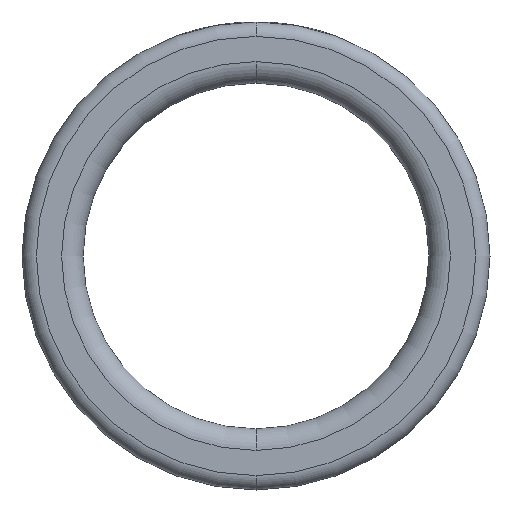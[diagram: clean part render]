
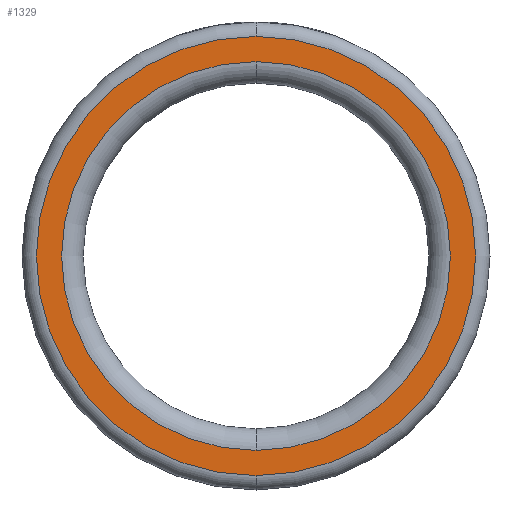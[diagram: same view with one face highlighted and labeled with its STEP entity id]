
A CAD part, front view. The second image highlights one B-rep face of the part: STEP entity #1329.
In plain terms, the highlighted planar face has unit normal (0, -1, 0).
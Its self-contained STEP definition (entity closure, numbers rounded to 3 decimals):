
#184 = DIRECTION ( 'NONE',  ( 0., -1., 0. ) ) ;
#305 = CARTESIAN_POINT ( 'NONE',  ( 0., -47.5, 30.5 ) ) ;
#348 = ORIENTED_EDGE ( 'NONE', *, *, #2348, .F. ) ;
#428 = VERTEX_POINT ( 'NONE', #1516 ) ;
#487 = DIRECTION ( 'NONE',  ( 0., 0., -1. ) ) ;
#560 = DIRECTION ( 'NONE',  ( 0., -1., 0. ) ) ;
#646 = VERTEX_POINT ( 'NONE', #305 ) ;
#707 = VERTEX_POINT ( 'NONE', #1187 ) ;
#727 = CARTESIAN_POINT ( 'NONE',  ( 0., -47.5, 0. ) ) ;
#757 = AXIS2_PLACEMENT_3D ( 'NONE', #727, #1915, #1352 ) ;
#818 = CIRCLE ( 'NONE', #757, 30.5 ) ;
#858 = ORIENTED_EDGE ( 'NONE', *, *, #1674, .T. ) ;
#887 = AXIS2_PLACEMENT_3D ( 'NONE', #1525, #2301, #1730 ) ;
#960 = PLANE ( 'NONE',  #2075 ) ;
#1013 = AXIS2_PLACEMENT_3D ( 'NONE', #1139, #184, #2145 ) ;
#1139 = CARTESIAN_POINT ( 'NONE',  ( 0., -47.5, 0. ) ) ;
#1187 = CARTESIAN_POINT ( 'NONE',  ( 0., -47.5, -30.5 ) ) ;
#1232 = EDGE_LOOP ( 'NONE', ( #858, #2119 ) ) ;
#1263 = VERTEX_POINT ( 'NONE', #1360 ) ;
#1316 = CARTESIAN_POINT ( 'NONE',  ( 0., -47.5, 0. ) ) ;
#1322 = EDGE_CURVE ( 'NONE', #646, #707, #1508, .T. ) ;
#1329 = ADVANCED_FACE ( 'NONE', ( #1354, #2480 ), #960, .T. ) ;
#1352 = DIRECTION ( 'NONE',  ( 0., 0., -1. ) ) ;
#1354 = FACE_OUTER_BOUND ( 'NONE', #1232, .T. ) ;
#1355 = CARTESIAN_POINT ( 'NONE',  ( 27., -47.5, 0. ) ) ;
#1360 = CARTESIAN_POINT ( 'NONE',  ( 0., -47.5, 27. ) ) ;
#1414 = CIRCLE ( 'NONE', #887, 27. ) ;
#1508 = CIRCLE ( 'NONE', #1741, 30.5 ) ;
#1516 = CARTESIAN_POINT ( 'NONE',  ( 0., -47.5, -27. ) ) ;
#1525 = CARTESIAN_POINT ( 'NONE',  ( 0., -47.5, 0. ) ) ;
#1526 = EDGE_CURVE ( 'NONE', #428, #1263, #1414, .T. ) ;
#1531 = DIRECTION ( 'NONE',  ( 0., 0., -1. ) ) ;
#1629 = ORIENTED_EDGE ( 'NONE', *, *, #1526, .F. ) ;
#1674 = EDGE_CURVE ( 'NONE', #707, #646, #818, .T. ) ;
#1678 = DIRECTION ( 'NONE',  ( 0., -1., 0. ) ) ;
#1725 = EDGE_LOOP ( 'NONE', ( #1629, #348 ) ) ;
#1730 = DIRECTION ( 'NONE',  ( 0., 0., -1. ) ) ;
#1741 = AXIS2_PLACEMENT_3D ( 'NONE', #1316, #1678, #487 ) ;
#1804 = CIRCLE ( 'NONE', #1013, 27. ) ;
#1915 = DIRECTION ( 'NONE',  ( 0., -1., 0. ) ) ;
#2075 = AXIS2_PLACEMENT_3D ( 'NONE', #1355, #560, #1531 ) ;
#2119 = ORIENTED_EDGE ( 'NONE', *, *, #1322, .T. ) ;
#2145 = DIRECTION ( 'NONE',  ( 0., 0., -1. ) ) ;
#2301 = DIRECTION ( 'NONE',  ( 0., -1., 0. ) ) ;
#2348 = EDGE_CURVE ( 'NONE', #1263, #428, #1804, .T. ) ;
#2480 = FACE_BOUND ( 'NONE', #1725, .T. ) ;
